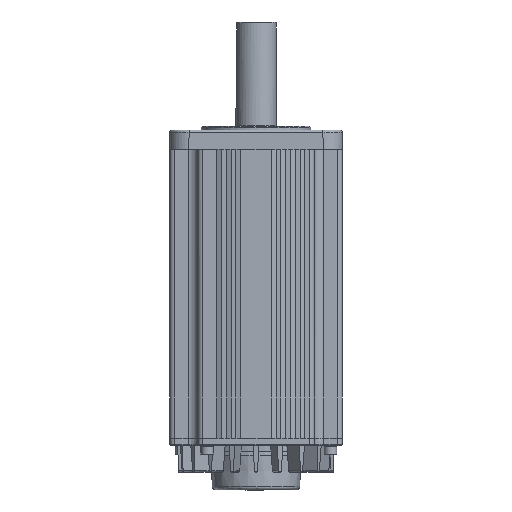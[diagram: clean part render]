
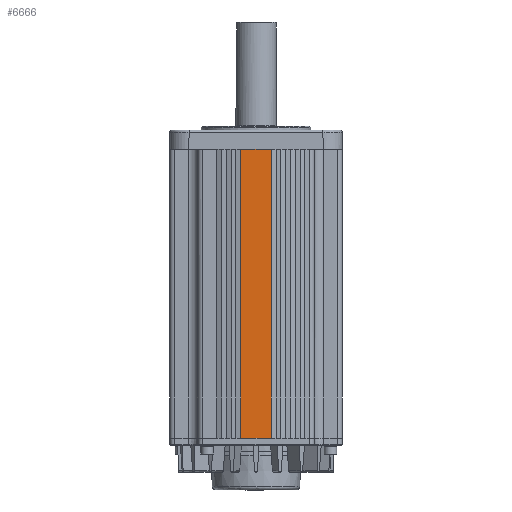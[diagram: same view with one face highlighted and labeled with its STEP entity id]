
A CAD part, front view. The second image highlights one B-rep face of the part: STEP entity #6666.
In plain terms, the highlighted planar face has unit normal (0, -1, 0).
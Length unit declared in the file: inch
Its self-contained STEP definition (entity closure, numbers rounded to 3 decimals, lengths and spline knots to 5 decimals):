
#675 = EDGE_CURVE ( 'NONE', #11021, #24143, #12910, .T. ) ;
#689 = DIRECTION ( 'NONE',  ( 0., 0., 1. ) ) ;
#1174 = CARTESIAN_POINT ( 'NONE',  ( -0.62992, -3.54331, -7.26378 ) ) ;
#1507 = EDGE_LOOP ( 'NONE', ( #24339, #8183, #9906, #8166 ) ) ;
#2240 = DIRECTION ( 'NONE',  ( 0., 1., 0. ) ) ;
#2360 = VERTEX_POINT ( 'NONE', #12500 ) ;
#3161 = CARTESIAN_POINT ( 'NONE',  ( 0., -3.54331, 4.61024 ) ) ;
#3703 = CARTESIAN_POINT ( 'NONE',  ( 0.62992, -3.54331, 4.61024 ) ) ;
#3898 = CARTESIAN_POINT ( 'NONE',  ( -0.62992, -3.54331, -7.26378 ) ) ;
#4169 = DIRECTION ( 'NONE',  ( 0., 0., -1. ) ) ;
#4931 = EDGE_CURVE ( 'NONE', #25063, #24143, #5600, .T. ) ;
#5600 = LINE ( 'NONE', #3161, #28027 ) ;
#6666 = ADVANCED_FACE ( 'NONE', ( #32106 ), #32267, .F. ) ;
#7707 = CARTESIAN_POINT ( 'NONE',  ( -0.20997, -3.54331, -7.26378 ) ) ;
#8166 = ORIENTED_EDGE ( 'NONE', *, *, #26763, .F. ) ;
#8183 = ORIENTED_EDGE ( 'NONE', *, *, #675, .F. ) ;
#9893 = CARTESIAN_POINT ( 'NONE',  ( 0., -3.54331, -1.32677 ) ) ;
#9906 = ORIENTED_EDGE ( 'NONE', *, *, #18895, .T. ) ;
#10005 = CARTESIAN_POINT ( 'NONE',  ( -0.62992, -3.54331, 4.61024 ) ) ;
#11021 = VERTEX_POINT ( 'NONE', #1174 ) ;
#12500 = CARTESIAN_POINT ( 'NONE',  ( 0.62992, -3.54331, -7.26378 ) ) ;
#12910 = LINE ( 'NONE', #17811, #20137 ) ;
#13105 = DIRECTION ( 'NONE',  ( -1., 0., 0. ) ) ;
#14882 = CARTESIAN_POINT ( 'NONE',  ( 0.62992, -3.54331, -1.32677 ) ) ;
#17811 = CARTESIAN_POINT ( 'NONE',  ( -0.62992, -3.54331, -1.32677 ) ) ;
#18550 = VECTOR ( 'NONE', #4169, 39.37008 ) ;
#18895 = EDGE_CURVE ( 'NONE', #11021, #2360, #21453, .T. ) ;
#20137 = VECTOR ( 'NONE', #689, 39.37008 ) ;
#21359 = CARTESIAN_POINT ( 'NONE',  ( 0.62992, -3.54331, -7.26378 ) ) ;
#21453 = B_SPLINE_CURVE_WITH_KNOTS ( 'NONE', 3,
 ( #3898, #7707, #25331, #21359 ),
 .UNSPECIFIED., .F., .F.,
 ( 4, 4 ),
 ( 0., 1. ),
 .UNSPECIFIED. ) ;
#24143 = VERTEX_POINT ( 'NONE', #10005 ) ;
#24339 = ORIENTED_EDGE ( 'NONE', *, *, #4931, .T. ) ;
#24450 = AXIS2_PLACEMENT_3D ( 'NONE', #9893, #2240, #25067 ) ;
#25063 = VERTEX_POINT ( 'NONE', #3703 ) ;
#25067 = DIRECTION ( 'NONE',  ( 0., 0., 1. ) ) ;
#25331 = CARTESIAN_POINT ( 'NONE',  ( 0.20997, -3.54331, -7.26378 ) ) ;
#26763 = EDGE_CURVE ( 'NONE', #25063, #2360, #31750, .T. ) ;
#28027 = VECTOR ( 'NONE', #13105, 39.37008 ) ;
#31750 = LINE ( 'NONE', #14882, #18550 ) ;
#32106 = FACE_OUTER_BOUND ( 'NONE', #1507, .T. ) ;
#32267 = PLANE ( 'NONE',  #24450 ) ;
